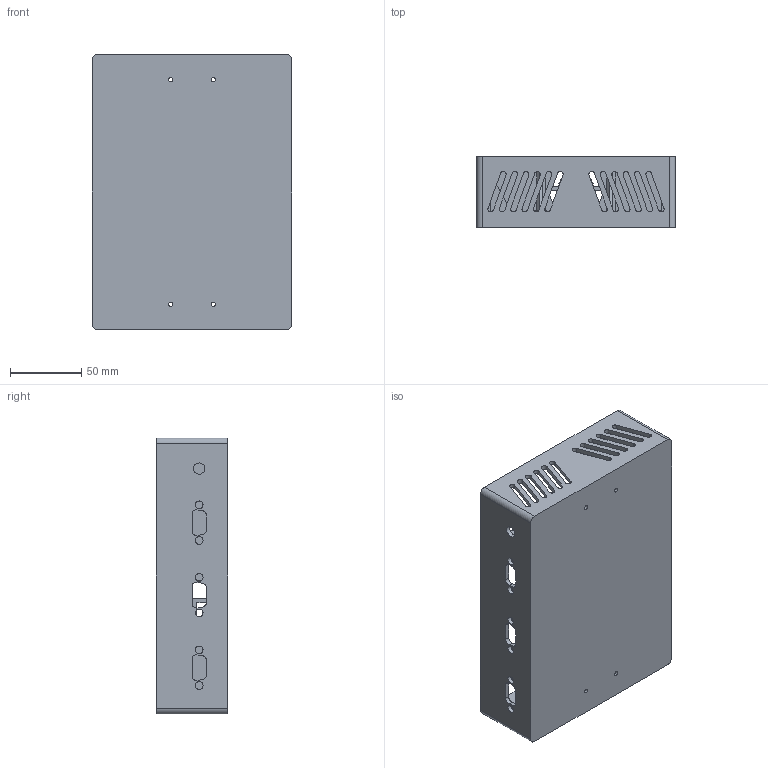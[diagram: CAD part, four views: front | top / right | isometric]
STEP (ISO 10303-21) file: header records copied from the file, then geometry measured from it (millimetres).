
FILE_DESCRIPTION(/* description */ (''),/* implementation_level */ '2;1');
FILE_NAME(/* name */ 'skr_case.stp',/* time_stamp */ '2022-07-25T12:21:54+02:00',/* author */ ('Niclas'),/* organization */ (''),/* preprocessor_version */ 'ST-DEVELOPER v18.1',/* originating_system */ 'Autodesk Inventor 2022',/* authorisation */ '');
FILE_SCHEMA (('AUTOMOTIVE_DESIGN { 1 0 10303 214 3 1 1 }'));
Length unit declared in the file: millimetre
Products named in the file (1): skr_case
Bounding box: 140 x 50 x 194 mm (x, y, z)
Volume: 233513.6 mm3; surface area: 123776.6 mm2
Topology: 1 solids, 1 shells, 330 faces, 878 edges, 567 vertices
Faces by surface type: plane 221, cylinder 95, cone 14
Full cylindrical faces by diameter (mm): 3 x4, 4 x5, 4.5 x13, 5.5 x6, 8 x11
Entity records: 10356 total; most frequent: CARTESIAN_POINT 1844, ORIENTED_EDGE 1756, DIRECTION 1735, EDGE_CURVE 878, LINE 615, VECTOR 615, VERTEX_POINT 567, AXIS2_PLACEMENT_3D 560
